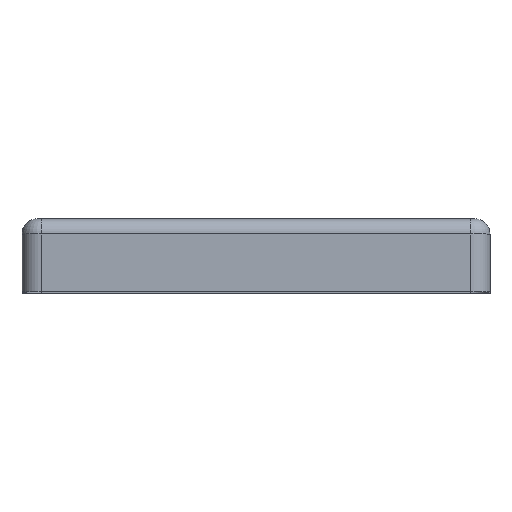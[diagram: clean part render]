
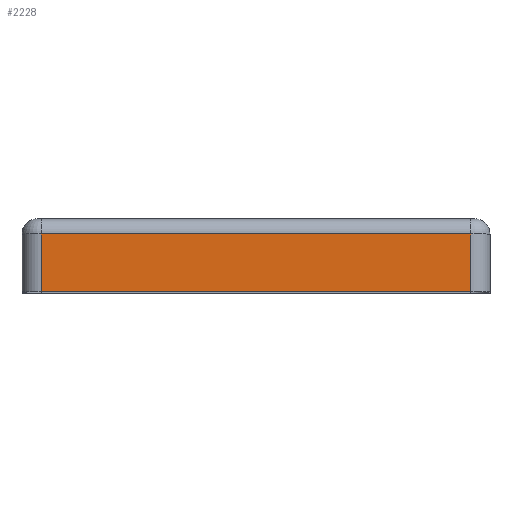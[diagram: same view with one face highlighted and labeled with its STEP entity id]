
A CAD part, top view. The second image highlights one B-rep face of the part: STEP entity #2228.
In plain terms, the highlighted planar face has unit normal (0, 0, 1).
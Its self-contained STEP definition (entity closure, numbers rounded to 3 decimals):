
#99 = EDGE_LOOP ( 'NONE', ( #2693, #659, #1494, #2239 ) ) ;
#321 = LINE ( 'NONE', #1637, #2427 ) ;
#359 = AXIS2_PLACEMENT_3D ( 'NONE', #979, #1211, #1875 ) ;
#640 = CARTESIAN_POINT ( 'NONE',  ( -15.55, 0., 25.05 ) ) ;
#654 = LINE ( 'NONE', #640, #2749 ) ;
#659 = ORIENTED_EDGE ( 'NONE', *, *, #2756, .F. ) ;
#670 = LINE ( 'NONE', #897, #1843 ) ;
#795 = DIRECTION ( 'NONE',  ( 0., -1., 0. ) ) ;
#796 = FACE_OUTER_BOUND ( 'NONE', #99, .T. ) ;
#852 = VERTEX_POINT ( 'NONE', #1504 ) ;
#897 = CARTESIAN_POINT ( 'NONE',  ( -15.55, -5.3, 25.05 ) ) ;
#956 = VERTEX_POINT ( 'NONE', #1130 ) ;
#966 = PLANE ( 'NONE',  #359 ) ;
#979 = CARTESIAN_POINT ( 'NONE',  ( -15.55, 0., 25.05 ) ) ;
#1050 = VERTEX_POINT ( 'NONE', #2484 ) ;
#1080 = CARTESIAN_POINT ( 'NONE',  ( -15.55, -1.1, 25.05 ) ) ;
#1130 = CARTESIAN_POINT ( 'NONE',  ( 15.55, -5.3, 25.05 ) ) ;
#1211 = DIRECTION ( 'NONE',  ( 0., 0., 1. ) ) ;
#1233 = EDGE_CURVE ( 'NONE', #852, #956, #670, .T. ) ;
#1441 = DIRECTION ( 'NONE',  ( 1., 0., 0. ) ) ;
#1494 = ORIENTED_EDGE ( 'NONE', *, *, #2731, .F. ) ;
#1504 = CARTESIAN_POINT ( 'NONE',  ( -15.55, -5.3, 25.05 ) ) ;
#1637 = CARTESIAN_POINT ( 'NONE',  ( 15.55, 0., 25.05 ) ) ;
#1746 = EDGE_CURVE ( 'NONE', #2471, #852, #654, .T. ) ;
#1843 = VECTOR ( 'NONE', #2769, 1000. ) ;
#1875 = DIRECTION ( 'NONE',  ( 0., -1., 0. ) ) ;
#2064 = CARTESIAN_POINT ( 'NONE',  ( -15.55, -1.1, 25.05 ) ) ;
#2228 = ADVANCED_FACE ( 'NONE', ( #796 ), #966, .T. ) ;
#2239 = ORIENTED_EDGE ( 'NONE', *, *, #1746, .T. ) ;
#2373 = DIRECTION ( 'NONE',  ( 0., -1., 0. ) ) ;
#2427 = VECTOR ( 'NONE', #795, 1000. ) ;
#2471 = VERTEX_POINT ( 'NONE', #1080 ) ;
#2484 = CARTESIAN_POINT ( 'NONE',  ( 15.55, -1.1, 25.05 ) ) ;
#2693 = ORIENTED_EDGE ( 'NONE', *, *, #1233, .T. ) ;
#2698 = VECTOR ( 'NONE', #1441, 1000. ) ;
#2725 = LINE ( 'NONE', #2064, #2698 ) ;
#2731 = EDGE_CURVE ( 'NONE', #2471, #1050, #2725, .T. ) ;
#2749 = VECTOR ( 'NONE', #2373, 1000. ) ;
#2756 = EDGE_CURVE ( 'NONE', #1050, #956, #321, .T. ) ;
#2769 = DIRECTION ( 'NONE',  ( 1., 0., 0. ) ) ;
